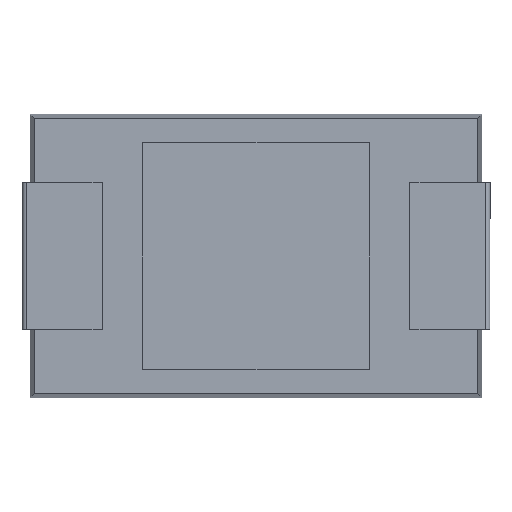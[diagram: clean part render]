
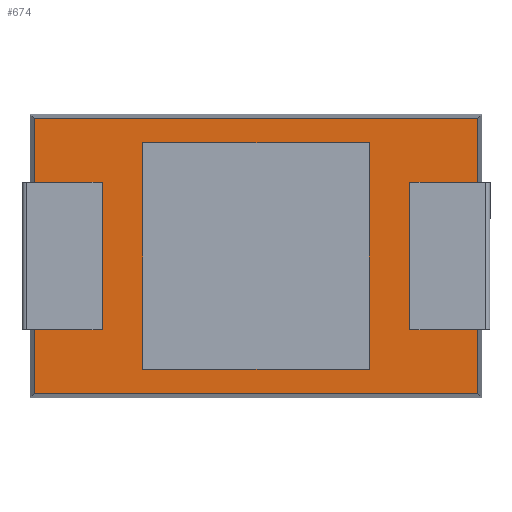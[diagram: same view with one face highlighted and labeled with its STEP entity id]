
A CAD part, front view. The second image highlights one B-rep face of the part: STEP entity #674.
In plain terms, the highlighted planar face has unit normal (0, -1, 0).
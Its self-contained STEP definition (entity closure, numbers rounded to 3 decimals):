
#9 = ORIENTED_EDGE ( 'NONE', *, *, #3330, .F. ) ;
#88 = VERTEX_POINT ( 'NONE', #286 ) ;
#136 = CARTESIAN_POINT ( 'NONE',  ( 0.07, 0., -0.07 ) ) ;
#159 = EDGE_CURVE ( 'NONE', #2749, #2477, #2949, .T. ) ;
#242 = CARTESIAN_POINT ( 'NONE',  ( 1.83, 0., -0.46 ) ) ;
#286 = CARTESIAN_POINT ( 'NONE',  ( 5.51, 0., -0.46 ) ) ;
#346 = CARTESIAN_POINT ( 'NONE',  ( 0., 0., -0.07 ) ) ;
#585 = VECTOR ( 'NONE', #3660, 1000. ) ;
#597 = CARTESIAN_POINT ( 'NONE',  ( 0., 0., 0. ) ) ;
#608 = CARTESIAN_POINT ( 'NONE',  ( 5.51, 0., -4.14 ) ) ;
#630 = VECTOR ( 'NONE', #1335, 1000. ) ;
#650 = VECTOR ( 'NONE', #1354, 1000. ) ;
#654 = ORIENTED_EDGE ( 'NONE', *, *, #3901, .F. ) ;
#674 = ADVANCED_FACE ( 'NONE', ( #1939, #1155 ), #2408, .T. ) ;
#692 = CARTESIAN_POINT ( 'NONE',  ( 7.27, 0., -0.07 ) ) ;
#761 = EDGE_CURVE ( 'NONE', #1233, #1957, #3514, .T. ) ;
#851 = ORIENTED_EDGE ( 'NONE', *, *, #1852, .F. ) ;
#949 = VECTOR ( 'NONE', #3698, 1000. ) ;
#952 = CARTESIAN_POINT ( 'NONE',  ( 0.07, 0., 0. ) ) ;
#1052 = ORIENTED_EDGE ( 'NONE', *, *, #1201, .F. ) ;
#1124 = LINE ( 'NONE', #346, #630 ) ;
#1150 = DIRECTION ( 'NONE',  ( 0., 0., -1. ) ) ;
#1155 = FACE_BOUND ( 'NONE', #3026, .T. ) ;
#1165 = ORIENTED_EDGE ( 'NONE', *, *, #761, .F. ) ;
#1201 = EDGE_CURVE ( 'NONE', #1927, #1233, #2763, .T. ) ;
#1233 = VERTEX_POINT ( 'NONE', #3584 ) ;
#1271 = CARTESIAN_POINT ( 'NONE',  ( 0., 0., -4.53 ) ) ;
#1291 = VERTEX_POINT ( 'NONE', #136 ) ;
#1331 = CARTESIAN_POINT ( 'NONE',  ( 1.83, 0., -0.46 ) ) ;
#1335 = DIRECTION ( 'NONE',  ( 1., 0., 0. ) ) ;
#1349 = VECTOR ( 'NONE', #3627, 1000. ) ;
#1354 = DIRECTION ( 'NONE',  ( 0., 0., 1. ) ) ;
#1370 = CARTESIAN_POINT ( 'NONE',  ( 5.51, 0., -0.46 ) ) ;
#1421 = LINE ( 'NONE', #2230, #949 ) ;
#1461 = LINE ( 'NONE', #1370, #650 ) ;
#1476 = VECTOR ( 'NONE', #3398, 1000. ) ;
#1518 = DIRECTION ( 'NONE',  ( 0., -1., 0. ) ) ;
#1764 = EDGE_CURVE ( 'NONE', #88, #1927, #2252, .T. ) ;
#1852 = EDGE_CURVE ( 'NONE', #2882, #2749, #1421, .T. ) ;
#1927 = VERTEX_POINT ( 'NONE', #2564 ) ;
#1939 = FACE_OUTER_BOUND ( 'NONE', #2248, .T. ) ;
#1957 = VERTEX_POINT ( 'NONE', #608 ) ;
#1969 = VECTOR ( 'NONE', #1150, 1000. ) ;
#2230 = CARTESIAN_POINT ( 'NONE',  ( 7.27, 0., 0. ) ) ;
#2248 = EDGE_LOOP ( 'NONE', ( #654, #3468, #851, #9 ) ) ;
#2252 = LINE ( 'NONE', #1331, #1476 ) ;
#2357 = ORIENTED_EDGE ( 'NONE', *, *, #2434, .F. ) ;
#2408 = PLANE ( 'NONE',  #2518 ) ;
#2434 = EDGE_CURVE ( 'NONE', #1957, #88, #1461, .T. ) ;
#2477 = VERTEX_POINT ( 'NONE', #2672 ) ;
#2518 = AXIS2_PLACEMENT_3D ( 'NONE', #597, #1518, #2716 ) ;
#2564 = CARTESIAN_POINT ( 'NONE',  ( 1.83, 0., -0.46 ) ) ;
#2596 = VECTOR ( 'NONE', #3421, 1000. ) ;
#2672 = CARTESIAN_POINT ( 'NONE',  ( 0.07, 0., -4.53 ) ) ;
#2716 = DIRECTION ( 'NONE',  ( 0., 0., -1. ) ) ;
#2749 = VERTEX_POINT ( 'NONE', #3222 ) ;
#2763 = LINE ( 'NONE', #242, #1969 ) ;
#2882 = VERTEX_POINT ( 'NONE', #692 ) ;
#2949 = LINE ( 'NONE', #1271, #1349 ) ;
#3026 = EDGE_LOOP ( 'NONE', ( #3574, #2357, #1165, #1052 ) ) ;
#3222 = CARTESIAN_POINT ( 'NONE',  ( 7.27, 0., -4.53 ) ) ;
#3330 = EDGE_CURVE ( 'NONE', #1291, #2882, #1124, .T. ) ;
#3398 = DIRECTION ( 'NONE',  ( -1., 0., 0. ) ) ;
#3421 = DIRECTION ( 'NONE',  ( 1., 0., 0. ) ) ;
#3468 = ORIENTED_EDGE ( 'NONE', *, *, #159, .F. ) ;
#3514 = LINE ( 'NONE', #3731, #2596 ) ;
#3574 = ORIENTED_EDGE ( 'NONE', *, *, #1764, .F. ) ;
#3584 = CARTESIAN_POINT ( 'NONE',  ( 1.83, 0., -4.14 ) ) ;
#3627 = DIRECTION ( 'NONE',  ( -1., 0., 0. ) ) ;
#3660 = DIRECTION ( 'NONE',  ( 0., 0., 1. ) ) ;
#3698 = DIRECTION ( 'NONE',  ( 0., 0., -1. ) ) ;
#3731 = CARTESIAN_POINT ( 'NONE',  ( 1.83, 0., -4.14 ) ) ;
#3798 = LINE ( 'NONE', #952, #585 ) ;
#3901 = EDGE_CURVE ( 'NONE', #2477, #1291, #3798, .T. ) ;
